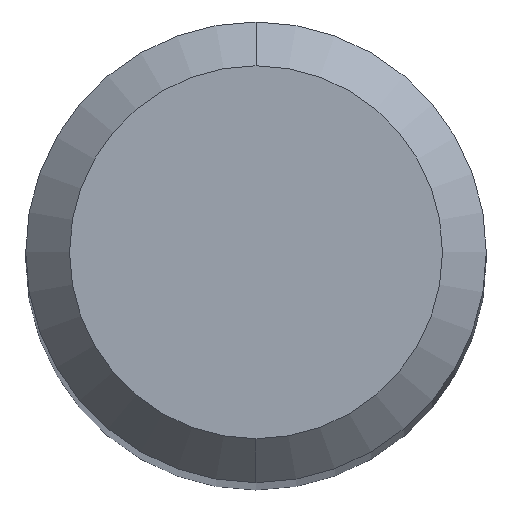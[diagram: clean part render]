
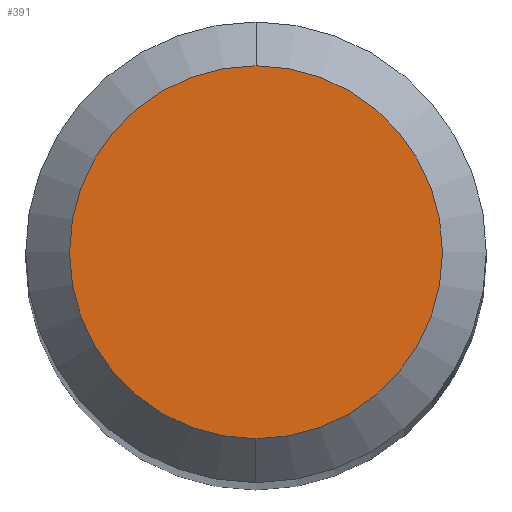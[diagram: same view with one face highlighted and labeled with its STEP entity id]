
A CAD part, top view. The second image highlights one B-rep face of the part: STEP entity #391.
In plain terms, the highlighted planar face has unit normal (0, 0, 1).
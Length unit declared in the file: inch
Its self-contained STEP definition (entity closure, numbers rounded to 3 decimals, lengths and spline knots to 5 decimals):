
#33 = DIRECTION ( 'NONE',  ( 0., 0., 1. ) ) ;
#45 = CIRCLE ( 'NONE', #240, 0.06375 ) ;
#75 = PLANE ( 'NONE',  #246 ) ;
#98 = DIRECTION ( 'NONE',  ( 0., 0., 1. ) ) ;
#117 = EDGE_CURVE ( 'NONE', #278, #258, #182, .T. ) ;
#127 = AXIS2_PLACEMENT_3D ( 'NONE', #376, #33, #210 ) ;
#136 = EDGE_LOOP ( 'NONE', ( #389, #501 ) ) ;
#182 = CIRCLE ( 'NONE', #127, 0.06375 ) ;
#210 = DIRECTION ( 'NONE',  ( 0., -1., 0. ) ) ;
#240 = AXIS2_PLACEMENT_3D ( 'NONE', #422, #98, #380 ) ;
#243 = DIRECTION ( 'NONE',  ( 0., 0., -1. ) ) ;
#246 = AXIS2_PLACEMENT_3D ( 'NONE', #280, #243, #395 ) ;
#258 = VERTEX_POINT ( 'NONE', #316 ) ;
#278 = VERTEX_POINT ( 'NONE', #430 ) ;
#279 = EDGE_CURVE ( 'NONE', #258, #278, #45, .T. ) ;
#280 = CARTESIAN_POINT ( 'NONE',  ( 0., 0.06375, 0. ) ) ;
#316 = CARTESIAN_POINT ( 'NONE',  ( 0., 0.06375, 0. ) ) ;
#376 = CARTESIAN_POINT ( 'NONE',  ( 0., 0., 0. ) ) ;
#380 = DIRECTION ( 'NONE',  ( 0., -1., 0. ) ) ;
#389 = ORIENTED_EDGE ( 'NONE', *, *, #279, .T. ) ;
#391 = ADVANCED_FACE ( 'NONE', ( #510 ), #75, .F. ) ;
#395 = DIRECTION ( 'NONE',  ( 0., 1., 0. ) ) ;
#422 = CARTESIAN_POINT ( 'NONE',  ( 0., 0., 0. ) ) ;
#430 = CARTESIAN_POINT ( 'NONE',  ( 0., -0.06375, 0. ) ) ;
#501 = ORIENTED_EDGE ( 'NONE', *, *, #117, .T. ) ;
#510 = FACE_OUTER_BOUND ( 'NONE', #136, .T. ) ;
